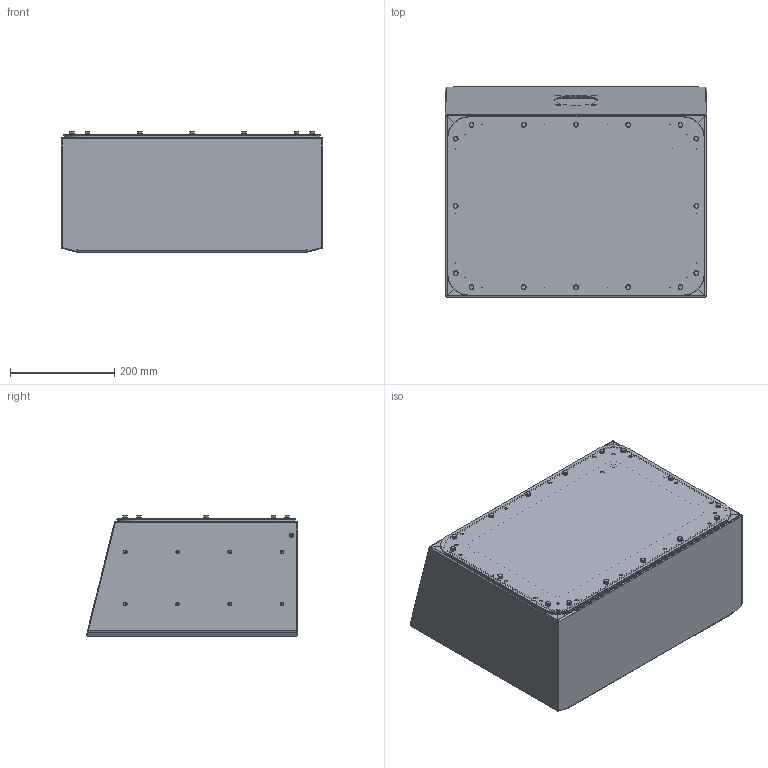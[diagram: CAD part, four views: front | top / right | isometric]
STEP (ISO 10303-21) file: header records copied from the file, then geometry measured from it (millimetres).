
FILE_DESCRIPTION (( 'STEP AP214' ), '1' );
FILE_NAME ('56100204.STEP', '2017-10-26T06:10:16', ( 'Macha' ), ( 'Hewlett-Packard Company' ), 'SwSTEP 2.0', 'SolidWorks 2015', '' );
FILE_SCHEMA (( 'AUTOMOTIVE_DESIGN' ));
Length unit declared in the file: millimetre
Products named in the file (22): 40000014769; 83008_Washer DIN 125 - A 4.3; 82000_Typ 3; 42191; 42190; 56340; 93388; 93379; 42186; 56336; 92081; 40000029266; 42175; 93172; 42182; 83256; 93235; 56100204; 93369; 93369-2; 93369-1; 56343
Assembly tree (134 placements, depth 4):
  56100204
    56336
      42182
      42175
      40000029266  x16
      92081
    56343
      56340
        42186
        93379
        93388  x18
        92081
      42190
      42191  x2
      82000_Typ 3
      83008_Washer DIN 125 - A 4.3  x18
      40000014769  x18
    93369  x16
      93369-1
      93369-2
    93235
    83256  x16
    93172  x16
Bounding box: 500 x 404.36 x 230.75 mm (x, y, z)
Volume: 1574686.9 mm3; surface area: 1996625.9 mm2
Topology: 145 solids, 145 shells, 4572 faces, 10082 edges, 5907 vertices
Faces by surface type: plane 2332, cylinder 1678, cone 252, bspline 174, torus 136
Entity records: 38218 total; most frequent: CARTESIAN_POINT 7188, DIRECTION 6486, ORIENTED_EDGE 5812, EDGE_CURVE 2906, AXIS2_PLACEMENT_3D 2379, VERTEX_POINT 1785, LINE 1728, VECTOR 1728
